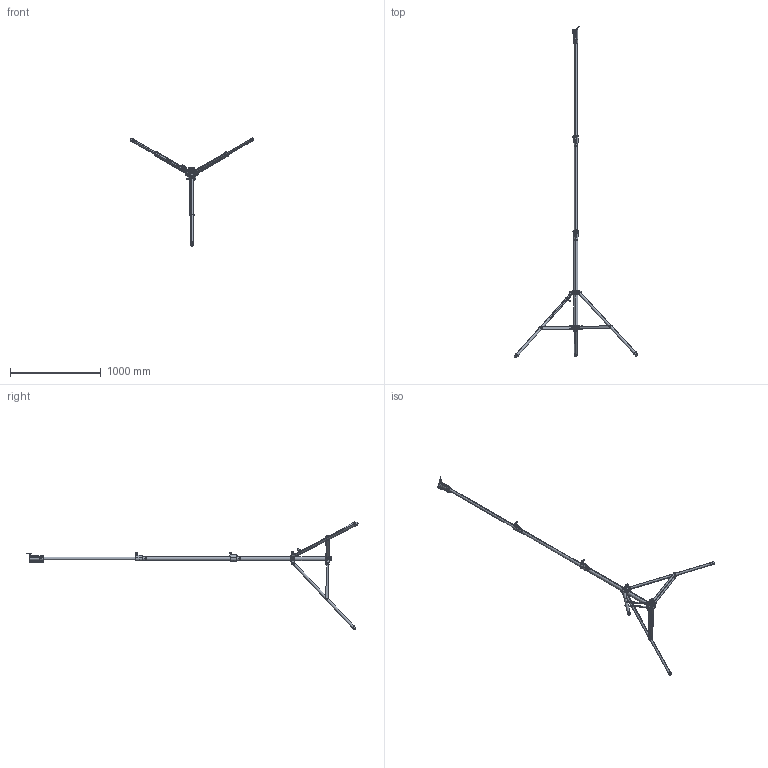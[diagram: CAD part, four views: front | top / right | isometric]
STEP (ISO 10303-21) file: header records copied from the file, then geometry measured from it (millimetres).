
FILE_DESCRIPTION (( 'STEP AP203' ), '1' );
FILE_NAME ('G204501.STEP', '2018-10-01T09:49:06', ( '' ), ( '' ), 'SwSTEP 2.0', 'SolidWorks 2016', '' );
FILE_SCHEMA (( 'CONFIG_CONTROL_DESIGN' ));
Length unit declared in the file: millimetre
Products named in the file (59): TH1510_TH2471; TH1512; TH085; TH2357; TH1468_TH2552; TH1463_TH2454; Doughty Knob_S0140; TH2028_TH2028; Plain Washer Form B_Doughty Fastners - Black_Bright washer BS 4320 - M6 (Form B); TH096; TH1464_TH2453; S0200; TH097; Spring Pin Slotted_HD_Doughty Fastners_Spring Pin ISO 8752 - 6 x 32St; Hex Bolt GradeC_Doughty Fastners - Black_ISO 4016 - M8 x 55 x 22-WS; TH1538_TH2477; F972; Plain Washer Form B_Doughty Fastners - Black_Bright washer BS 4320 - M10 (Form B); TH1465_TH2452; F628; TH1537_TH2476; S0541-2; Hex Bolt GradeC_Doughty Fastners - Black_BS EN 24016 - M8 x 90 x 25-WN; Plain Washer Form B_Doughty Fastners - Black_Bright washer BS 4320 - M8 (Form B); G204501; TH1447; S0106; S0541; Doughty Knob_S0129; socket set screw flat point_doughty fastners - stainless_BS 4168-2 - M8 x 8-S; S0541-1; S0105; F772; TH1449_TH2511; TH079_TH2551; Spring Pin Slotted_HD_Doughty Fastners_Spring Pin ISO 8752 - 6 x 50St; TH1534_TH2557; Hex Bolt GradeC_Doughty Fastners - Black_BS EN 24016 - M6 x 50 x 18-WN; TH1467_TH1467; Binx Nut_M6 BLK ...
Assembly tree (123 placements, depth 4):
  G204501
    TH1465_TH2452
      TH1448
      Spring Pin Slotted_HD_Doughty Fastners_Spring Pin ISO 8752 - 6 x 50St
    TH1537_TH2476
      TH097
      F629
    TH1538_TH2477
      TH096
      F629
    S0106
    S0201
    TH1510_TH2471
    TH1511_TH1644
    TH1509_TH2513
    TH1512
    TH1450_TH2510  x6
    F972  x6
    TH1449_TH2511  x2
    TH3549  x3
    TH2357  x2
    TH1534_TH2557
      TH079_TH2551
        TH2029_TH2029
      F629
    TH1464_TH2453
      TH1447
      Spring Pin Slotted_HD_Doughty Fastners_Spring Pin ISO 8752 - 6 x 40St
    TH1483  x2
    S0105
    S0200
    TH1468_TH2552
      TH1467_TH1467
        TH2028_TH2028
      F629
    TH1463_TH2454
      TH1446
      Spring Pin Slotted_HD_Doughty Fastners_Spring Pin ISO 8752 - 6 x 32St
    S0104
    TH085  x2
    G2060_G206001
      TH1535
        TH2045
      Doughty Knob_S0129
      S0541
        S0541-1
        S0541-2
      TH2164
      F772
      socket set screw flat point_doughty fastners - stainless_BS 4168-2 - M8 x 8-S
      F628
      F629  x2
    Doughty Knob_S0140  x3
    Doughty Knob_S0142  x2
    Plain Washer Form B_Doughty Fastners - Black_Bright washer BS 4320 - M8 (Form B)  x4
    Hex Bolt GradeC_Doughty Fastners - Black_ISO 4016 - M8 x 55 x 22-WS  x2
    Plain Washer Form B_Doughty Fastners - Black_Bright washer BS 4320 - M6 (Form B)  x24
    Hex Bolt GradeC_Doughty Fastners - Black_BS EN 24016 - M6 x 50 x 18-WN  x3
    Hex Bolt GradeC_Doughty Fastners - Black_BS EN 24016 - M8 x 90 x 25-WN
    Binx Nut_M6 BLK  x9
Bounding box: 1362.85 x 3651.67 x 1189.29 mm (x, y, z)
Volume: 2255207.5 mm3; surface area: 1835826.7 mm2
Topology: 111 solids, 111 shells, 3673 faces, 9128 edges, 5731 vertices
Faces by surface type: plane 1284, cylinder 1226, cone 535, torus 323, bspline 257, sphere 48
Entity records: 87593 total; most frequent: CARTESIAN_POINT 31811, DIRECTION 10123, ORIENTED_EDGE 9914, EDGE_CURVE 4957, AXIS2_PLACEMENT_3D 3833, VERTEX_POINT 3116, VECTOR 2457, LINE 2457
